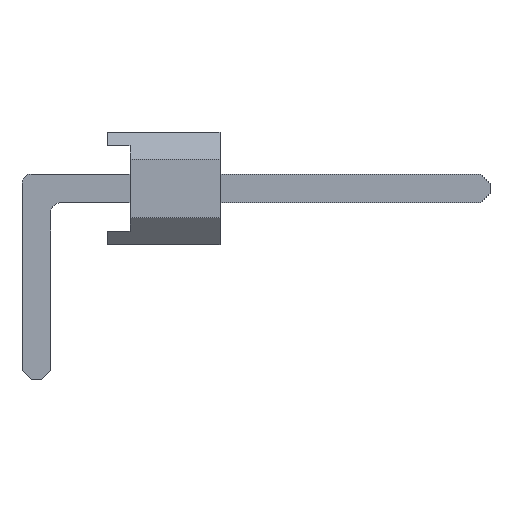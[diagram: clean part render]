
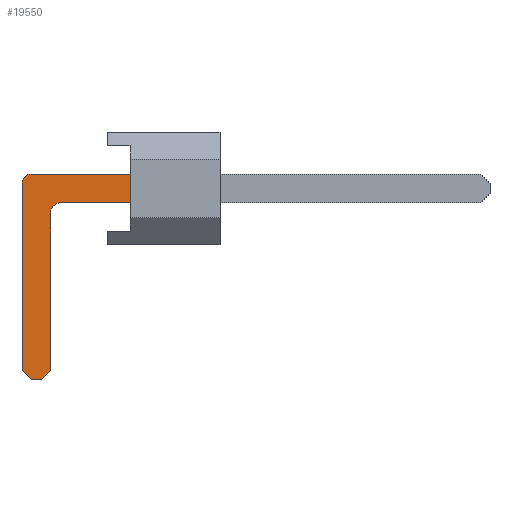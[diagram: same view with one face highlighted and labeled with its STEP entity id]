
A CAD part, left-side view. The second image highlights one B-rep face of the part: STEP entity #19550.
In plain terms, the highlighted planar face has unit normal (-1, 0, 0).
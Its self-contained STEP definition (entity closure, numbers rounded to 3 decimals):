
#288 = LINE ( 'NONE', #9728, #12001 ) ;
#318 = LINE ( 'NONE', #1842, #2387 ) ;
#562 = VERTEX_POINT ( 'NONE', #2817 ) ;
#943 = ORIENTED_EDGE ( 'NONE', *, *, #6289, .T. ) ;
#1460 = DIRECTION ( 'NONE',  ( 1., 0., 0. ) ) ;
#1679 = DIRECTION ( 'NONE',  ( 0., 0., -1. ) ) ;
#1842 = CARTESIAN_POINT ( 'NONE',  ( -6.67, 2.51, -2.8 ) ) ;
#2387 = VECTOR ( 'NONE', #4692, 1000. ) ;
#2489 = EDGE_CURVE ( 'NONE', #17189, #2945, #17026, .T. ) ;
#2817 = CARTESIAN_POINT ( 'NONE',  ( -6.67, 2.95, -3. ) ) ;
#2945 = VERTEX_POINT ( 'NONE', #17543 ) ;
#3553 = VERTEX_POINT ( 'NONE', #7411 ) ;
#3685 = ORIENTED_EDGE ( 'NONE', *, *, #10234, .T. ) ;
#3776 = ORIENTED_EDGE ( 'NONE', *, *, #15010, .T. ) ;
#3967 = DIRECTION ( 'NONE',  ( 0., 0., -1. ) ) ;
#3984 = AXIS2_PLACEMENT_3D ( 'NONE', #10825, #1460, #10947 ) ;
#4435 = ORIENTED_EDGE ( 'NONE', *, *, #6854, .T. ) ;
#4692 = DIRECTION ( 'NONE',  ( 0., 0., 1. ) ) ;
#4832 = VECTOR ( 'NONE', #10917, 1000. ) ;
#4936 = FACE_OUTER_BOUND ( 'NONE', #7712, .T. ) ;
#5238 = CARTESIAN_POINT ( 'NONE',  ( -6.67, 2.51, -2.8 ) ) ;
#5526 = CARTESIAN_POINT ( 'NONE',  ( -6.67, -7.05, 1.57 ) ) ;
#6132 = LINE ( 'NONE', #18677, #4832 ) ;
#6289 = EDGE_CURVE ( 'NONE', #3553, #17189, #19609, .T. ) ;
#6526 = VERTEX_POINT ( 'NONE', #19288 ) ;
#6528 = DIRECTION ( 'NONE',  ( 0., -0.707, 0.707 ) ) ;
#6540 = CARTESIAN_POINT ( 'NONE',  ( -6.67, 2.95, -3. ) ) ;
#6605 = CARTESIAN_POINT ( 'NONE',  ( -6.67, 2.31, 0.73 ) ) ;
#6718 = VECTOR ( 'NONE', #13292, 1000. ) ;
#6742 = LINE ( 'NONE', #13436, #17731 ) ;
#6848 = AXIS2_PLACEMENT_3D ( 'NONE', #11102, #14306, #18980 ) ;
#6854 = EDGE_CURVE ( 'NONE', #11719, #17317, #288, .T. ) ;
#7411 = CARTESIAN_POINT ( 'NONE',  ( -6.67, 0.75, 1.57 ) ) ;
#7712 = EDGE_LOOP ( 'NONE', ( #15674, #18695, #943, #17227, #3685, #16064, #9675, #4435, #18992, #3776 ) ) ;
#7815 = CARTESIAN_POINT ( 'NONE',  ( -6.67, 2.31, 0.93 ) ) ;
#8557 = VERTEX_POINT ( 'NONE', #7815 ) ;
#9264 = EDGE_CURVE ( 'NONE', #9594, #562, #6132, .T. ) ;
#9363 = CARTESIAN_POINT ( 'NONE',  ( -6.67, 2.71, -3. ) ) ;
#9594 = VERTEX_POINT ( 'NONE', #11276 ) ;
#9596 = PLANE ( 'NONE',  #19719 ) ;
#9652 = CARTESIAN_POINT ( 'NONE',  ( -6.67, 2.31, 0.93 ) ) ;
#9675 = ORIENTED_EDGE ( 'NONE', *, *, #18685, .T. ) ;
#9728 = CARTESIAN_POINT ( 'NONE',  ( -6.67, 2.71, -3. ) ) ;
#9878 = CIRCLE ( 'NONE', #3984, 0.2 ) ;
#10159 = LINE ( 'NONE', #18066, #16734 ) ;
#10234 = EDGE_CURVE ( 'NONE', #2945, #9594, #10159, .T. ) ;
#10531 = CARTESIAN_POINT ( 'NONE',  ( -6.67, 2.95, 1.57 ) ) ;
#10825 = CARTESIAN_POINT ( 'NONE',  ( -6.67, 2.31, 0.73 ) ) ;
#10917 = DIRECTION ( 'NONE',  ( 0., -0.707, -0.707 ) ) ;
#10947 = DIRECTION ( 'NONE',  ( 0., 0., -1. ) ) ;
#11102 = CARTESIAN_POINT ( 'NONE',  ( -6.67, 2.95, 1.37 ) ) ;
#11276 = CARTESIAN_POINT ( 'NONE',  ( -6.67, 3.15, -2.8 ) ) ;
#11303 = LINE ( 'NONE', #6540, #20021 ) ;
#11719 = VERTEX_POINT ( 'NONE', #9363 ) ;
#11876 = VECTOR ( 'NONE', #19104, 1000. ) ;
#11901 = DIRECTION ( 'NONE',  ( 0., 0., 1. ) ) ;
#12001 = VECTOR ( 'NONE', #6528, 1000. ) ;
#12839 = DIRECTION ( 'NONE',  ( 0., -1., 0. ) ) ;
#13175 = LINE ( 'NONE', #9652, #11876 ) ;
#13292 = DIRECTION ( 'NONE',  ( 0., 1., 0. ) ) ;
#13436 = CARTESIAN_POINT ( 'NONE',  ( -6.67, 0.75, 0.3 ) ) ;
#13686 = EDGE_CURVE ( 'NONE', #8557, #6526, #13175, .T. ) ;
#14306 = DIRECTION ( 'NONE',  ( -1., 0., 0. ) ) ;
#14459 = CARTESIAN_POINT ( 'NONE',  ( -6.67, 2.51, 0.73 ) ) ;
#14653 = DIRECTION ( 'NONE',  ( 1., 0., 0. ) ) ;
#14659 = EDGE_CURVE ( 'NONE', #17317, #18153, #318, .T. ) ;
#15010 = EDGE_CURVE ( 'NONE', #18153, #8557, #9878, .T. ) ;
#15674 = ORIENTED_EDGE ( 'NONE', *, *, #13686, .T. ) ;
#16064 = ORIENTED_EDGE ( 'NONE', *, *, #9264, .T. ) ;
#16734 = VECTOR ( 'NONE', #3967, 1000. ) ;
#17026 = CIRCLE ( 'NONE', #6848, 0.2 ) ;
#17189 = VERTEX_POINT ( 'NONE', #10531 ) ;
#17227 = ORIENTED_EDGE ( 'NONE', *, *, #2489, .T. ) ;
#17317 = VERTEX_POINT ( 'NONE', #5238 ) ;
#17543 = CARTESIAN_POINT ( 'NONE',  ( -6.67, 3.15, 1.37 ) ) ;
#17731 = VECTOR ( 'NONE', #11901, 1000. ) ;
#17934 = EDGE_CURVE ( 'NONE', #6526, #3553, #6742, .T. ) ;
#18066 = CARTESIAN_POINT ( 'NONE',  ( -6.67, 3.15, 1.37 ) ) ;
#18153 = VERTEX_POINT ( 'NONE', #14459 ) ;
#18677 = CARTESIAN_POINT ( 'NONE',  ( -6.67, 3.15, -2.8 ) ) ;
#18685 = EDGE_CURVE ( 'NONE', #562, #11719, #11303, .T. ) ;
#18695 = ORIENTED_EDGE ( 'NONE', *, *, #17934, .T. ) ;
#18980 = DIRECTION ( 'NONE',  ( 0., 0., 1. ) ) ;
#18992 = ORIENTED_EDGE ( 'NONE', *, *, #14659, .T. ) ;
#19104 = DIRECTION ( 'NONE',  ( 0., -1., 0. ) ) ;
#19288 = CARTESIAN_POINT ( 'NONE',  ( -6.67, 0.75, 0.93 ) ) ;
#19550 = ADVANCED_FACE ( 'NONE', ( #4936 ), #9596, .F. ) ;
#19609 = LINE ( 'NONE', #5526, #6718 ) ;
#19719 = AXIS2_PLACEMENT_3D ( 'NONE', #6605, #14653, #1679 ) ;
#20021 = VECTOR ( 'NONE', #12839, 1000. ) ;
